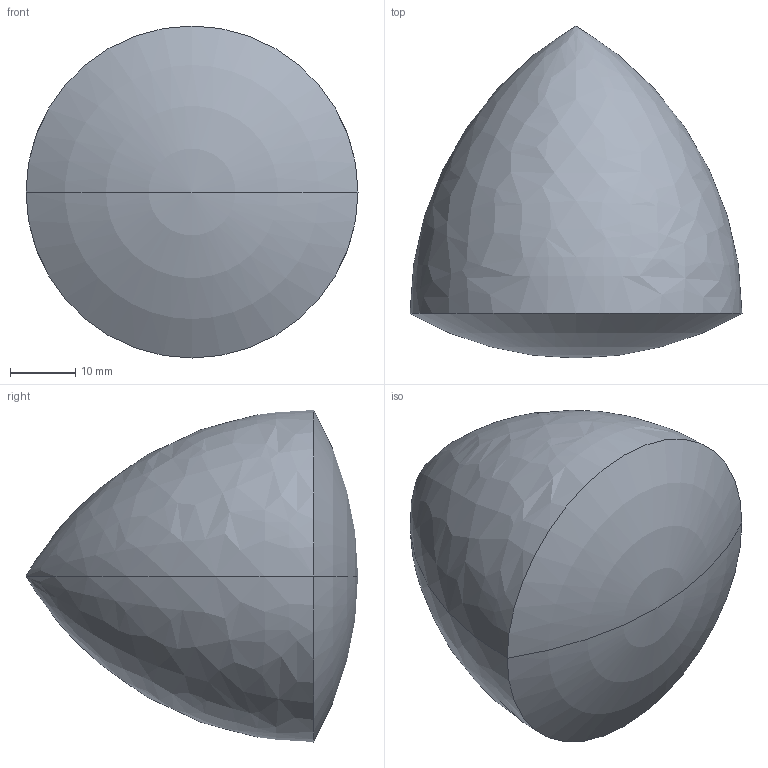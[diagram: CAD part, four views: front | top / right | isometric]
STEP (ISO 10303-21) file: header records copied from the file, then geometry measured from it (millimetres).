
FILE_DESCRIPTION((''),'2;1');
FILE_NAME('SOLIDOFCONSTANTWIDTH','2018-08-08T18:48:46',('Andrew'),(''),'CREO PARAMETRIC BY PTC INC, 2016510','CREO PARAMETRIC BY PTC INC, 2016510','');
FILE_SCHEMA(('CONFIG_CONTROL_DESIGN'));
Length unit declared in the file: inch
Products named in the file (1): SOLIDOFCONSTANTWIDTH
Bounding box: 50.8 x 50.8 x 50.8 mm (x, y, z)
Surface area: 7729.2 mm2 (no closed solid volume)
Topology: 0 solids, 1 shells, 4 faces, 10 edges, 4 vertices
Faces by surface type: sphere 2, bspline 2
Entity records: 182 total; most frequent: CARTESIAN_POINT 68, DIRECTION 16, ORIENTED_EDGE 12, AXIS2_PLACEMENT_3D 8, CIRCLE 6, EDGE_CURVE 6, VERTEX_POINT 4, EDGE_LOOP 4
